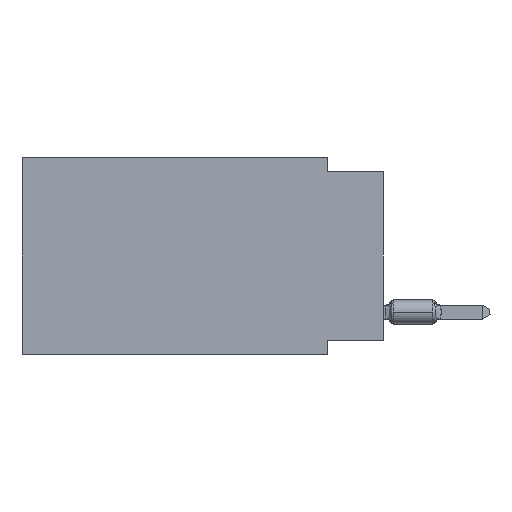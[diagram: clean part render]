
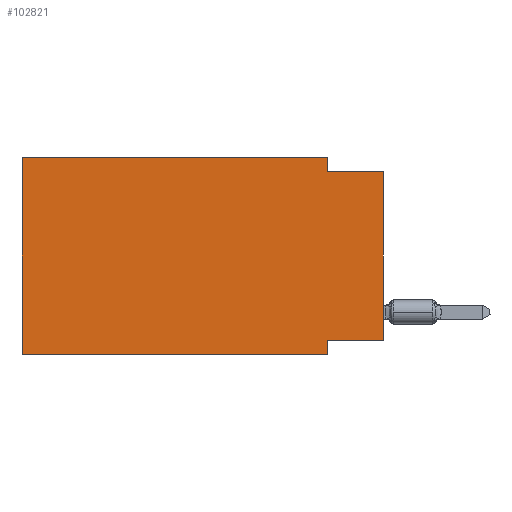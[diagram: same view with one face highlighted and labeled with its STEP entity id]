
A CAD part, left-side view. The second image highlights one B-rep face of the part: STEP entity #102821.
In plain terms, the highlighted planar face has unit normal (-1, 0, 0).
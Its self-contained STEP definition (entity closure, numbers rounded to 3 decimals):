
#1323 = VECTOR ( 'NONE', #79316, 1000. ) ;
#1927 = DIRECTION ( 'NONE',  ( 0., 1., 0. ) ) ;
#4959 = EDGE_CURVE ( 'NONE', #61496, #93402, #69258, .T. ) ;
#5016 = ORIENTED_EDGE ( 'NONE', *, *, #41311, .F. ) ;
#5629 = CARTESIAN_POINT ( 'NONE',  ( 0., 16.383, 0. ) ) ;
#6884 = CARTESIAN_POINT ( 'NONE',  ( 0., 2.54, -8.89 ) ) ;
#8035 = DIRECTION ( 'NONE',  ( 0., 0., -1. ) ) ;
#8403 = VECTOR ( 'NONE', #45177, 1000. ) ;
#10306 = ORIENTED_EDGE ( 'NONE', *, *, #38230, .F. ) ;
#10493 = CARTESIAN_POINT ( 'NONE',  ( 0., 2.54, -8.255 ) ) ;
#13496 = VECTOR ( 'NONE', #8035, 1000. ) ;
#18041 = DIRECTION ( 'NONE',  ( 0., 0., -1. ) ) ;
#19579 = EDGE_CURVE ( 'NONE', #22615, #90341, #85419, .T. ) ;
#22615 = VERTEX_POINT ( 'NONE', #55471 ) ;
#23413 = EDGE_CURVE ( 'NONE', #93402, #43636, #97303, .T. ) ;
#24088 = CARTESIAN_POINT ( 'NONE',  ( 0., 2.54, 0. ) ) ;
#27029 = LINE ( 'NONE', #66059, #90671 ) ;
#31221 = CARTESIAN_POINT ( 'NONE',  ( 0., 16.383, -8.89 ) ) ;
#35678 = CARTESIAN_POINT ( 'NONE',  ( 0., 16.383, 0. ) ) ;
#37285 = CARTESIAN_POINT ( 'NONE',  ( 0., 0., 0. ) ) ;
#38230 = EDGE_CURVE ( 'NONE', #22615, #104383, #27029, .T. ) ;
#38537 = EDGE_CURVE ( 'NONE', #72758, #61201, #104460, .T. ) ;
#40140 = ORIENTED_EDGE ( 'NONE', *, *, #101293, .F. ) ;
#41311 = EDGE_CURVE ( 'NONE', #104383, #61201, #54275, .T. ) ;
#43636 = VERTEX_POINT ( 'NONE', #67960 ) ;
#43687 = FACE_OUTER_BOUND ( 'NONE', #89410, .T. ) ;
#45177 = DIRECTION ( 'NONE',  ( 0., -1., 0. ) ) ;
#46713 = CARTESIAN_POINT ( 'NONE',  ( 0., 16.383, 0. ) ) ;
#48336 = CARTESIAN_POINT ( 'NONE',  ( 0., 16.383, -8.89 ) ) ;
#53083 = ORIENTED_EDGE ( 'NONE', *, *, #38537, .T. ) ;
#53384 = DIRECTION ( 'NONE',  ( 0., -1., 0. ) ) ;
#54275 = LINE ( 'NONE', #86880, #89507 ) ;
#54956 = CARTESIAN_POINT ( 'NONE',  ( 0., 0., -0.635 ) ) ;
#55471 = CARTESIAN_POINT ( 'NONE',  ( 0., 0., -8.255 ) ) ;
#57226 = AXIS2_PLACEMENT_3D ( 'NONE', #35678, #76306, #18041 ) ;
#58666 = VECTOR ( 'NONE', #53384, 1000. ) ;
#61201 = VERTEX_POINT ( 'NONE', #6884 ) ;
#61496 = VERTEX_POINT ( 'NONE', #92880 ) ;
#62228 = LINE ( 'NONE', #46713, #1323 ) ;
#62280 = VECTOR ( 'NONE', #103021, 1000. ) ;
#66059 = CARTESIAN_POINT ( 'NONE',  ( 0., 0., -8.255 ) ) ;
#67960 = CARTESIAN_POINT ( 'NONE',  ( 0., 2.54, -0.635 ) ) ;
#69258 = LINE ( 'NONE', #5629, #8403 ) ;
#69849 = ORIENTED_EDGE ( 'NONE', *, *, #80019, .F. ) ;
#72758 = VERTEX_POINT ( 'NONE', #48336 ) ;
#76306 = DIRECTION ( 'NONE',  ( 1., 0., 0. ) ) ;
#76548 = CARTESIAN_POINT ( 'NONE',  ( 0., 0., -0.635 ) ) ;
#77343 = PLANE ( 'NONE',  #57226 ) ;
#79316 = DIRECTION ( 'NONE',  ( 0., 0., 1. ) ) ;
#79544 = LINE ( 'NONE', #54956, #58666 ) ;
#80019 = EDGE_CURVE ( 'NONE', #72758, #61496, #62228, .T. ) ;
#85419 = LINE ( 'NONE', #37285, #62280 ) ;
#86396 = CARTESIAN_POINT ( 'NONE',  ( 0., 2.54, 0. ) ) ;
#86880 = CARTESIAN_POINT ( 'NONE',  ( 0., 2.54, -8.89 ) ) ;
#87294 = VECTOR ( 'NONE', #88430, 1000. ) ;
#88430 = DIRECTION ( 'NONE',  ( 0., -1., 0. ) ) ;
#89410 = EDGE_LOOP ( 'NONE', ( #95666, #40140, #96525, #99097, #69849, #53083, #5016, #10306 ) ) ;
#89507 = VECTOR ( 'NONE', #102917, 1000. ) ;
#90341 = VERTEX_POINT ( 'NONE', #76548 ) ;
#90671 = VECTOR ( 'NONE', #1927, 1000. ) ;
#92880 = CARTESIAN_POINT ( 'NONE',  ( 0., 16.383, 0. ) ) ;
#93402 = VERTEX_POINT ( 'NONE', #86396 ) ;
#95666 = ORIENTED_EDGE ( 'NONE', *, *, #19579, .T. ) ;
#96525 = ORIENTED_EDGE ( 'NONE', *, *, #23413, .F. ) ;
#97303 = LINE ( 'NONE', #24088, #13496 ) ;
#99097 = ORIENTED_EDGE ( 'NONE', *, *, #4959, .F. ) ;
#101293 = EDGE_CURVE ( 'NONE', #43636, #90341, #79544, .T. ) ;
#102821 = ADVANCED_FACE ( 'NONE', ( #43687 ), #77343, .F. ) ;
#102917 = DIRECTION ( 'NONE',  ( 0., 0., -1. ) ) ;
#103021 = DIRECTION ( 'NONE',  ( 0., 0., 1. ) ) ;
#104383 = VERTEX_POINT ( 'NONE', #10493 ) ;
#104460 = LINE ( 'NONE', #31221, #87294 ) ;
